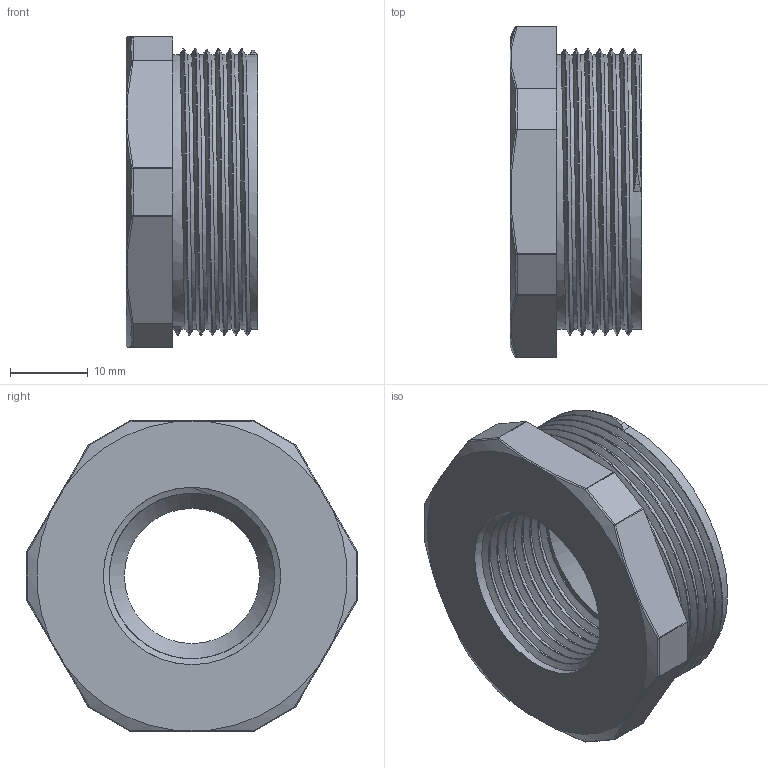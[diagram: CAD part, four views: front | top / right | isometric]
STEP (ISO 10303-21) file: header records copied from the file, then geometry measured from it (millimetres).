
FILE_DESCRIPTION(/* description */ ('Reduzierung sechskant PG 29/PG 16'),/* implementation_level */ '2;1');
FILE_NAME(/* name */ '11082916-RST.stp',/* time_stamp */ '2020-04-29T10:24:56+02:00',/* author */ ('sl'),/* organization */ (''),/* preprocessor_version */ 'ST-DEVELOPER v16.5',/* originating_system */ 'Autodesk Inventor 2017',/* authorisation */ '');
FILE_SCHEMA (('AUTOMOTIVE_DESIGN { 1 0 10303 214 3 1 1 }'));
Length unit declared in the file: millimetre
Products named in the file (1): 11082916
Bounding box: 17 x 42.65 x 40 mm (x, y, z)
Volume: 11316.1 mm3; surface area: 8487.6 mm2
Topology: 1 solids, 1 shells, 87 faces, 218 edges, 136 vertices
Faces by surface type: cylinder 35, plane 20, bspline 16, sphere 8, cone 7, torus 1
Full cylindrical faces by diameter (mm): 17.42 x1, 22.842 x7, 27.05 x1, 30.28 x1, 35.408 x7
Entity records: 5237 total; most frequent: CARTESIAN_POINT 3641, ORIENTED_EDGE 334, DIRECTION 296, EDGE_CURVE 167, AXIS2_PLACEMENT_3D 126, VERTEX_POINT 106, EDGE_LOOP 87, FACE_OUTER_BOUND 74
